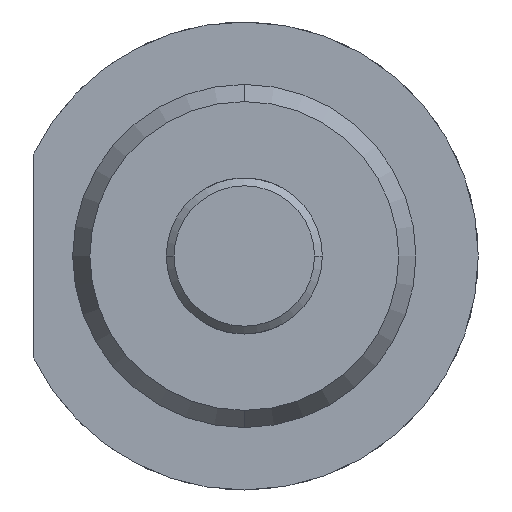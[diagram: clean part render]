
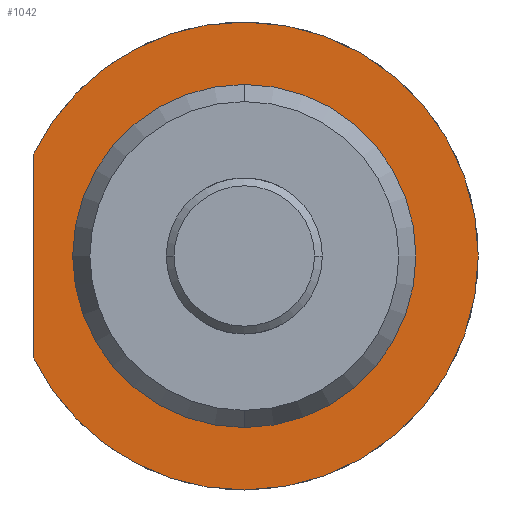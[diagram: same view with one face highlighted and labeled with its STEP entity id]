
A CAD part, left-side view. The second image highlights one B-rep face of the part: STEP entity #1042.
In plain terms, the highlighted planar face has unit normal (-1, 0, 0).
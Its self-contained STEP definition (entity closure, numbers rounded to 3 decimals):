
#84=CARTESIAN_POINT('',(0.,0.,0.));
#85=DIRECTION('',(1.,0.,0.));
#86=DIRECTION('',(0.,0.9,0.436));
#87=AXIS2_PLACEMENT_3D('',#84,#85,#86);
#89=CARTESIAN_POINT('',(0.,0.,0.));
#90=DIRECTION('',(1.,0.,0.));
#91=DIRECTION('',(0.,0.,1.));
#92=AXIS2_PLACEMENT_3D('',#89,#90,#91);
#94=CARTESIAN_POINT('',(0.,0.,0.));
#95=DIRECTION('',(1.,0.,0.));
#96=DIRECTION('',(0.,0.,-1.));
#97=AXIS2_PLACEMENT_3D('',#94,#95,#96);
#99=DIRECTION('',(0.,0.,1.));
#100=VECTOR('',#99,13.077);
#101=CARTESIAN_POINT('',(0.,13.5,-6.538));
#102=LINE('',#101,#100);
#103=CARTESIAN_POINT('',(0.,0.,0.));
#104=DIRECTION('',(-1.,0.,0.));
#105=DIRECTION('',(0.,0.,1.));
#106=AXIS2_PLACEMENT_3D('',#103,#104,#105);
#108=CARTESIAN_POINT('',(0.,0.,0.));
#109=DIRECTION('',(-1.,0.,0.));
#110=DIRECTION('',(0.,0.,-1.));
#111=AXIS2_PLACEMENT_3D('',#108,#109,#110);
#762=CARTESIAN_POINT('',(0.,13.5,-6.538));
#763=VERTEX_POINT('',#762);
#764=CARTESIAN_POINT('',(0.,0.,-15.));
#765=VERTEX_POINT('',#764);
#766=CARTESIAN_POINT('',(0.,0.,15.));
#767=VERTEX_POINT('',#766);
#774=CARTESIAN_POINT('',(0.,0.,-11.));
#775=VERTEX_POINT('',#774);
#776=CARTESIAN_POINT('',(0.,0.,11.));
#777=VERTEX_POINT('',#776);
#784=CARTESIAN_POINT('',(0.,13.5,6.538));
#785=VERTEX_POINT('',#784);
#1023=CARTESIAN_POINT('',(0.,-0.759,0.));
#1024=DIRECTION('',(-1.,0.,0.));
#1025=DIRECTION('',(0.,0.,-1.));
#1026=AXIS2_PLACEMENT_3D('',#1023,#1024,#1025);
#1027=PLANE('',#1026);
#1029=ORIENTED_EDGE('',*,*,#1028,.T.);
#1031=ORIENTED_EDGE('',*,*,#1030,.T.);
#1032=ORIENTED_EDGE('',*,*,#1009,.T.);
#1033=ORIENTED_EDGE('',*,*,#955,.T.);
#1034=EDGE_LOOP('',(#1029,#1031,#1032,#1033));
#1035=FACE_OUTER_BOUND('',#1034,.F.);
#1037=ORIENTED_EDGE('',*,*,#1036,.T.);
#1039=ORIENTED_EDGE('',*,*,#1038,.T.);
#1040=EDGE_LOOP('',(#1037,#1039));
#1041=FACE_BOUND('',#1040,.F.);
#1042=ADVANCED_FACE('',(#1035,#1041),#1027,.T.);
#88=CIRCLE('',#87,15.);
#93=CIRCLE('',#92,15.);
#98=CIRCLE('',#97,15.);
#107=CIRCLE('',#106,11.);
#112=CIRCLE('',#111,11.);
#955=EDGE_CURVE('',#763,#785,#102,.T.);
#1009=EDGE_CURVE('',#765,#763,#98,.T.);
#1028=EDGE_CURVE('',#785,#767,#88,.T.);
#1030=EDGE_CURVE('',#767,#765,#93,.T.);
#1036=EDGE_CURVE('',#777,#775,#107,.T.);
#1038=EDGE_CURVE('',#775,#777,#112,.T.);
